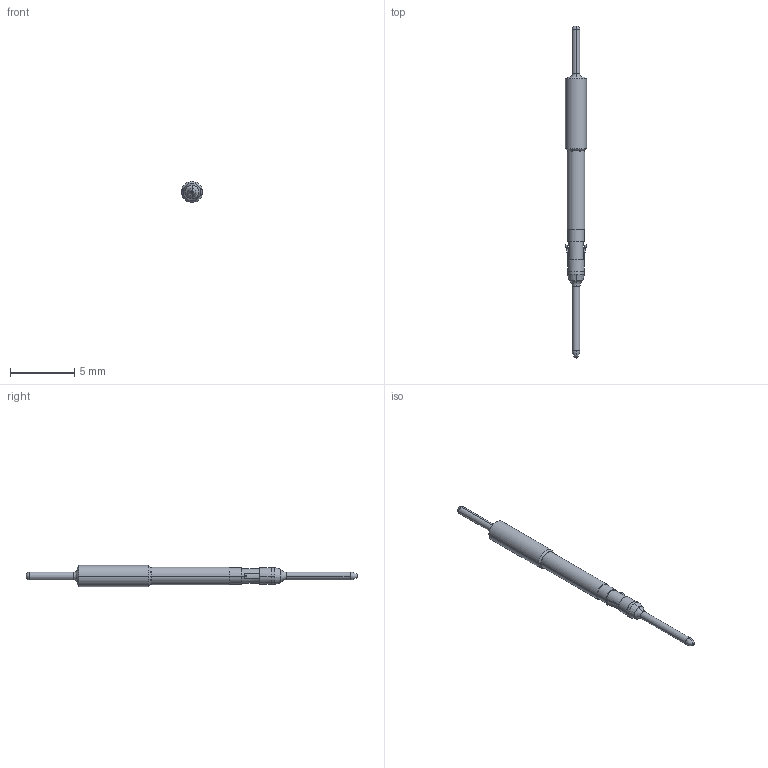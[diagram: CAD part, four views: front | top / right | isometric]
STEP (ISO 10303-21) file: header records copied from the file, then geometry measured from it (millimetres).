
FILE_DESCRIPTION (( 'STEP AP214' ), '1' );
FILE_NAME ('ICO60 A1 P1P1.STEP', '2007-06-15T19:26:20', ( 'Authorized User' ), ( '' ), 'SwSTEP 2.0', 'SolidWorks 2007', '' );
FILE_SCHEMA (( 'AUTOMOTIVE_DESIGN' ));
Length unit declared in the file: inch
Products named in the file (1): ICO60 A1 P1P1
Bounding box: 1.65 x 25.86 x 1.65 mm (x, y, z)
Volume: 28.8 mm3; surface area: 94.5 mm2
Topology: 1 solids, 1 shells, 63 faces, 158 edges, 99 vertices
Faces by surface type: torus 16, cylinder 16, cone 16, plane 15
Entity records: 2664 total; most frequent: CARTESIAN_POINT 370, DIRECTION 362, ORIENTED_EDGE 312, AXIS2_PLACEMENT_3D 159, EDGE_CURVE 156, VERTEX_POINT 99, CIRCLE 95, EDGE_LOOP 67
